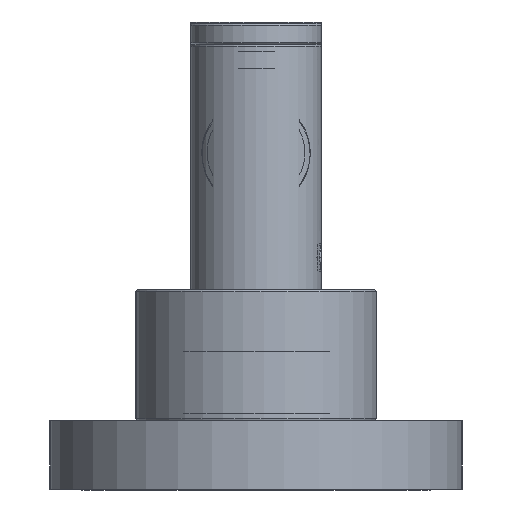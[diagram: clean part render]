
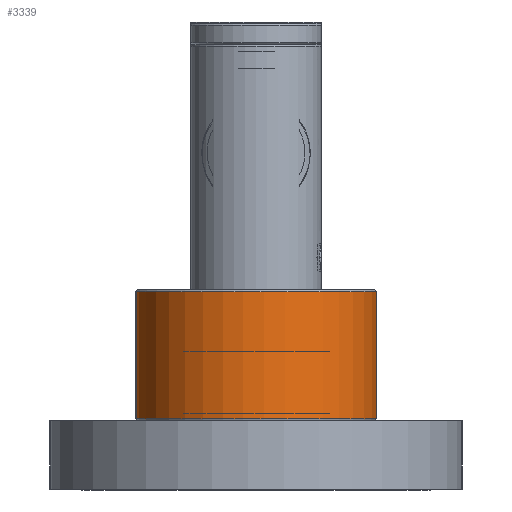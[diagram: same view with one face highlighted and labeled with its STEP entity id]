
A CAD part, left-side view. The second image highlights one B-rep face of the part: STEP entity #3339.
In plain terms, the highlighted cylindrical face has radius 17.5 mm (diameter 35 mm), a full revolution.
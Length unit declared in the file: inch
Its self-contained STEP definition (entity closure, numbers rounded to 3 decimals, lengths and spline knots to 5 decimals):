
#331=FACE_OUTER_BOUND('',#558,.T.);
#558=EDGE_LOOP('',(#2408,#2409,#2410,#2411,#2412,#2413,#2414,#2415));
#766=LINE('',#5415,#918);
#918=VECTOR('',#4375,0.68898);
#1123=CIRCLE('',#3672,0.68898);
#1124=CIRCLE('',#3673,0.68898);
#1125=CIRCLE('',#3674,0.68898);
#1127=CIRCLE('',#3677,0.68898);
#1128=CIRCLE('',#3678,0.68898);
#1129=CIRCLE('',#3679,0.68898);
#1405=VERTEX_POINT('',#5405);
#1406=VERTEX_POINT('',#5407);
#1407=VERTEX_POINT('',#5409);
#1408=VERTEX_POINT('',#5414);
#1409=VERTEX_POINT('',#5416);
#1410=VERTEX_POINT('',#5418);
#1781=EDGE_CURVE('',#1405,#1406,#1123,.T.);
#1782=EDGE_CURVE('',#1406,#1407,#1124,.T.);
#1783=EDGE_CURVE('',#1407,#1405,#1125,.T.);
#1785=EDGE_CURVE('',#1406,#1408,#766,.T.);
#1786=EDGE_CURVE('',#1409,#1408,#1127,.T.);
#1787=EDGE_CURVE('',#1410,#1409,#1128,.T.);
#1788=EDGE_CURVE('',#1408,#1410,#1129,.T.);
#2408=ORIENTED_EDGE('',*,*,#1783,.F.);
#2409=ORIENTED_EDGE('',*,*,#1782,.F.);
#2410=ORIENTED_EDGE('',*,*,#1785,.T.);
#2411=ORIENTED_EDGE('',*,*,#1786,.F.);
#2412=ORIENTED_EDGE('',*,*,#1787,.F.);
#2413=ORIENTED_EDGE('',*,*,#1788,.F.);
#2414=ORIENTED_EDGE('',*,*,#1785,.F.);
#2415=ORIENTED_EDGE('',*,*,#1781,.F.);
#3020=CYLINDRICAL_SURFACE('',#3676,0.68898);
#3339=ADVANCED_FACE('',(#331),#3020,.T.);
#3672=AXIS2_PLACEMENT_3D('',#5408,#4365,#4366);
#3673=AXIS2_PLACEMENT_3D('',#5410,#4367,#4368);
#3674=AXIS2_PLACEMENT_3D('',#5411,#4369,#4370);
#3676=AXIS2_PLACEMENT_3D('',#5413,#4373,#4374);
#3677=AXIS2_PLACEMENT_3D('',#5417,#4376,#4377);
#3678=AXIS2_PLACEMENT_3D('',#5419,#4378,#4379);
#3679=AXIS2_PLACEMENT_3D('',#5420,#4380,#4381);
#4365=DIRECTION('center_axis',(0.,0.,
-1.));
#4366=DIRECTION('ref_axis',(-0.589,-0.808,0.));
#4367=DIRECTION('center_axis',(0.,0.,
-1.));
#4368=DIRECTION('ref_axis',(-0.589,-0.808,0.));
#4369=DIRECTION('center_axis',(0.,0.,
-1.));
#4370=DIRECTION('ref_axis',(-0.589,-0.808,0.));
#4373=DIRECTION('center_axis',(0.,0.,
-1.));
#4374=DIRECTION('ref_axis',(0.589,0.808,0.));
#4375=DIRECTION('',(0.,0.,1.));
#4376=DIRECTION('center_axis',(0.,0.,
1.));
#4377=DIRECTION('ref_axis',(-0.589,-0.808,0.));
#4378=DIRECTION('center_axis',(0.,0.,
1.));
#4379=DIRECTION('ref_axis',(-0.589,-0.808,0.));
#4380=DIRECTION('center_axis',(0.,0.,
1.));
#4381=DIRECTION('ref_axis',(-0.589,-0.808,0.));
#5405=CARTESIAN_POINT('',(-23.06532,-0.40589,0.26024));
#5407=CARTESIAN_POINT('',(-24.02793,-0.55673,0.26024));
#5408=CARTESIAN_POINT('Origin',(-23.62205,0.,0.26024));
#5409=CARTESIAN_POINT('',(-23.21616,0.55673,0.26024));
#5410=CARTESIAN_POINT('Origin',(-23.62205,0.,0.26024));
#5411=CARTESIAN_POINT('Origin',(-23.62205,0.,0.26024));
#5413=CARTESIAN_POINT('Origin',(-23.62205,0.,
0.62441));
#5414=CARTESIAN_POINT('',(-24.02793,-0.55673,0.98858));
#5415=CARTESIAN_POINT('',(-24.02793,-0.55673,0.62441));
#5416=CARTESIAN_POINT('',(-23.21616,0.55673,0.98858));
#5417=CARTESIAN_POINT('Origin',(-23.62205,0.,
0.98858));
#5418=CARTESIAN_POINT('',(-23.06532,-0.40589,0.98858));
#5419=CARTESIAN_POINT('Origin',(-23.62205,0.,
0.98858));
#5420=CARTESIAN_POINT('Origin',(-23.62205,0.,
0.98858));
